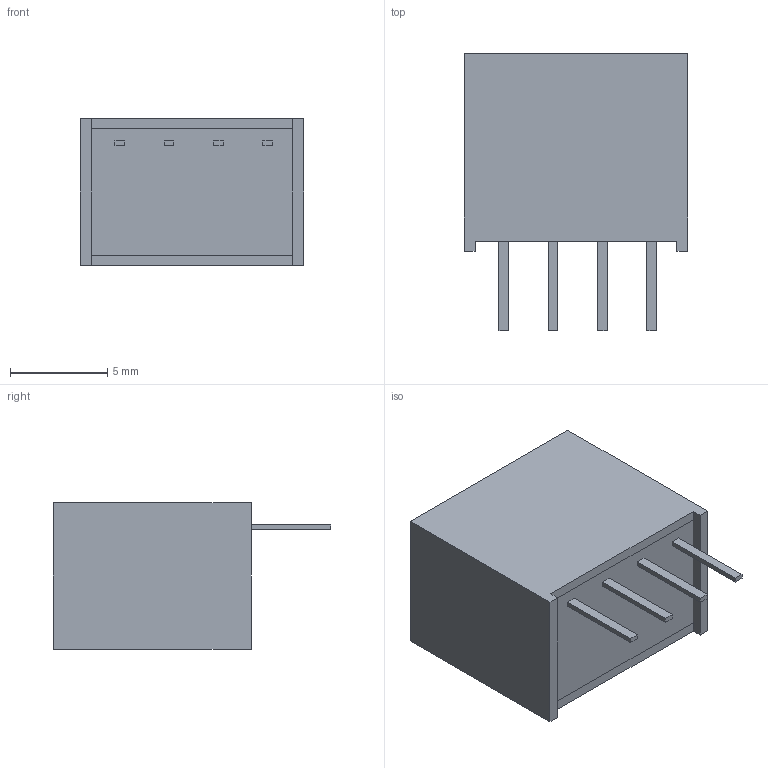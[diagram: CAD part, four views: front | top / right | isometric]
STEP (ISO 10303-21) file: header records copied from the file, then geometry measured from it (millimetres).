
FILE_DESCRIPTION(('FreeCAD Model'),'2;1');
FILE_NAME('RI_3D_20190725.step','2019-07-25T10:18:36',('Author'),(''), 'Open CASCADE STEP processor 7.3','FreeCAD','Unknown');
FILE_SCHEMA(('AUTOMOTIVE_DESIGN { 1 0 10303 214 1 1 1 1 }'));
Length unit declared in the file: millimetre
Products named in the file (6): RI_case; RI_pin3(-Vout); RI_pin2(+Vin); RI_potting; RI_pin4(+Vout); RI_pin1(-Vin)
Bounding box: 11.5 x 14.3 x 7.55 mm (x, y, z)
Volume: 847.5 mm3; surface area: 1346.1 mm2
Topology: 6 solids, 6 shells, 142 faces, 357 edges, 238 vertices
Faces by surface type: plane 130, cylinder 12
Entity records: 4298 total; most frequent: CARTESIAN_POINT 738, ORIENTED_EDGE 714, DIRECTION 667, EDGE_CURVE 357, LINE 333, VECTOR 333, VERTEX_POINT 238, AXIS2_PLACEMENT_3D 167
